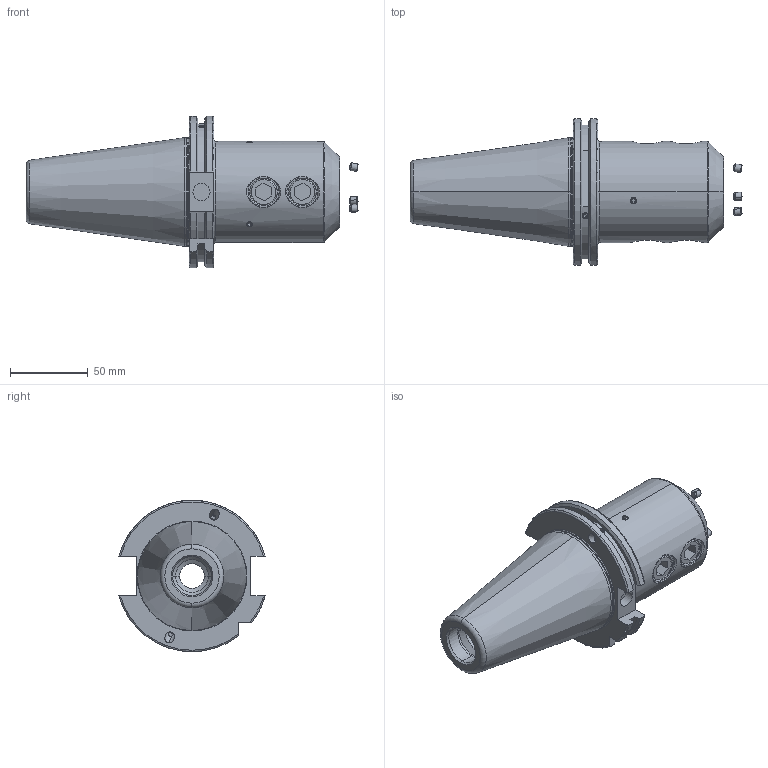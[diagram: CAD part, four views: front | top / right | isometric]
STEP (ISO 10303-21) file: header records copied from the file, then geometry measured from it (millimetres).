
FILE_DESCRIPTION (( 'STEP AP203' ), '1' );
FILE_NAME ('91506-WK225100.STEP', '2017-05-13T10:22:37', ( '' ), ( '' ), 'SwSTEP 2.0', 'SolidWorks 2009', '' );
FILE_SCHEMA (( 'CONFIG_CONTROL_DESIGN' ));
Length unit declared in the file: millimetre
Products named in the file (5): 91506-WK225100; SK50EK25100FWW; GS-M18X2X20; M5X5_DIN 913 - M5 x 5-N; Copy of M4X4_DIN 913 - M4 x 4-N
Assembly tree (10 placements, depth 2):
  91506-WK225100
    SK50EK25100FWW
    GS-M18X2X20  x2
    M5X5_DIN 913 - M5 x 5-N  x3
    Copy of M4X4_DIN 913 - M4 x 4-N  x4
Bounding box: 213.5 x 94.05 x 97.5 mm (x, y, z)
Volume: 543172.7 mm3; surface area: 74099.2 mm2
Topology: 10 solids, 10 shells, 290 faces, 699 edges, 443 vertices
Faces by surface type: plane 114, cylinder 86, cone 64, torus 22, sphere 4
Entity records: 8087 total; most frequent: CARTESIAN_POINT 2615, ORIENTED_EDGE 1014, DIRECTION 994, EDGE_CURVE 507, AXIS2_PLACEMENT_3D 392, VERTEX_POINT 323, EDGE_LOOP 234, VECTOR 210
